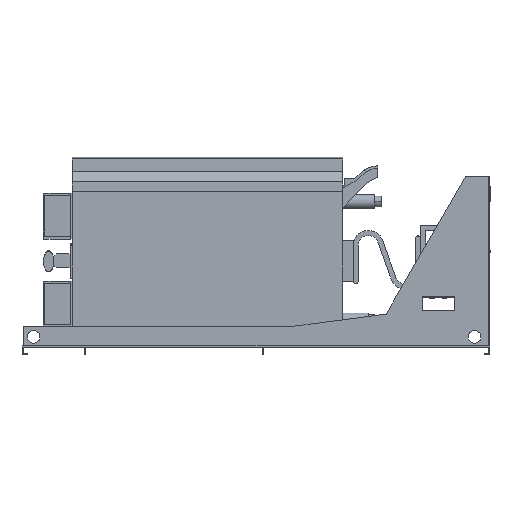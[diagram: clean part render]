
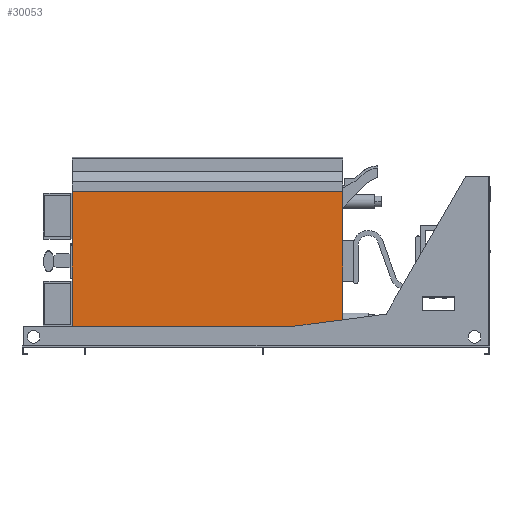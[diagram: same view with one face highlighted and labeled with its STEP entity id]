
A CAD part, left-side view. The second image highlights one B-rep face of the part: STEP entity #30053.
In plain terms, the highlighted planar face has unit normal (-1, 0, 0).
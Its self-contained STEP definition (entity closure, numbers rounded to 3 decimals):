
#676=DIRECTION('',(0.,0.,-1.));
#677=VECTOR('',#676,293.726);
#678=CARTESIAN_POINT('',(-121.564,602.353,305.926));
#679=LINE('',#678,#677);
#4847=DIRECTION('',(0.,-1.,0.));
#4848=VECTOR('',#4847,533.);
#4849=CARTESIAN_POINT('',(-121.564,602.353,12.2));
#4850=LINE('',#4849,#4848);
#4863=DIRECTION('',(0.,0.,-1.));
#4864=VECTOR('',#4863,293.726);
#4865=CARTESIAN_POINT('',(-121.564,69.353,305.926));
#4866=LINE('',#4865,#4864);
#4867=DIRECTION('',(0.,1.,0.));
#4868=VECTOR('',#4867,533.);
#4869=CARTESIAN_POINT('',(-121.564,69.353,305.926));
#4870=LINE('',#4869,#4868);
#20208=CARTESIAN_POINT('',(-121.564,602.353,
305.926));
#20209=VERTEX_POINT('',#20208);
#20210=CARTESIAN_POINT('',(-121.564,602.353,
12.2));
#20211=VERTEX_POINT('',#20210);
#21820=CARTESIAN_POINT('',(-121.564,69.353,
12.2));
#21821=VERTEX_POINT('',#21820);
#21822=CARTESIAN_POINT('',(-121.564,69.353,
305.926));
#21823=VERTEX_POINT('',#21822);
#30041=CARTESIAN_POINT('',(-121.564,602.353,
12.2));
#30042=DIRECTION('',(-1.,0.,0.));
#30043=DIRECTION('',(0.,0.,1.));
#30044=AXIS2_PLACEMENT_3D('',#30041,#30042,#30043);
#30045=PLANE('',#30044);
#30046=ORIENTED_EDGE('',*,*,#30029,.F.);
#30047=ORIENTED_EDGE('',*,*,#25405,.F.);
#30049=ORIENTED_EDGE('',*,*,#30048,.F.);
#30050=ORIENTED_EDGE('',*,*,#29119,.T.);
#30051=EDGE_LOOP('',(#30046,#30047,#30049,#30050));
#30052=FACE_OUTER_BOUND('',#30051,.F.);
#30053=ADVANCED_FACE('',(#30052),#30045,.T.);
#25405=EDGE_CURVE('',#20209,#20211,#679,.T.);
#29119=EDGE_CURVE('',#21823,#21821,#4866,.T.);
#30029=EDGE_CURVE('',#20211,#21821,#4850,.T.);
#30048=EDGE_CURVE('',#21823,#20209,#4870,.T.);
